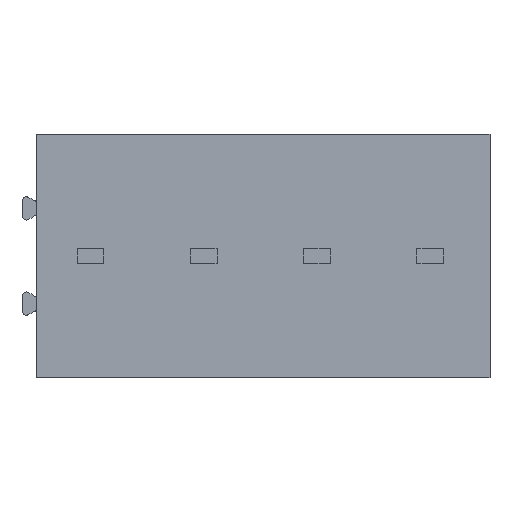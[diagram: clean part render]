
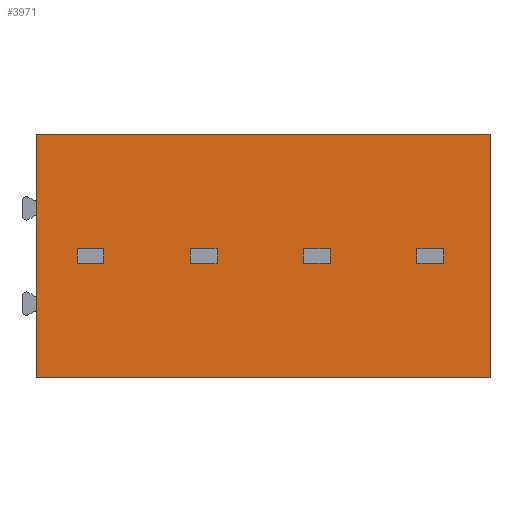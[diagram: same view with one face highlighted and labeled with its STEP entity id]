
A CAD part, front view. The second image highlights one B-rep face of the part: STEP entity #3971.
In plain terms, the highlighted planar face has unit normal (0, -1, 0).
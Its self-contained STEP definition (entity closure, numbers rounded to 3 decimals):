
#136=DIRECTION('',(0.,0.,-1.));
#137=VECTOR('',#136,8.2);
#138=CARTESIAN_POINT('',(7.62,-12.6,0.));
#139=LINE('',#138,#137);
#936=DIRECTION('',(0.,0.,-1.));
#937=VECTOR('',#936,8.2);
#938=CARTESIAN_POINT('',(-7.62,-12.6,0.));
#939=LINE('',#938,#937);
#1000=DIRECTION('',(-1.,0.,0.));
#1001=VECTOR('',#1000,15.24);
#1002=CARTESIAN_POINT('',(7.62,-12.6,0.));
#1003=LINE('',#1002,#1001);
#1004=DIRECTION('',(0.,0.,1.));
#1005=VECTOR('',#1004,0.5);
#1006=CARTESIAN_POINT('',(-5.37,-12.6,-4.35));
#1007=LINE('',#1006,#1005);
#1008=DIRECTION('',(-1.,0.,0.));
#1009=VECTOR('',#1008,0.9);
#1010=CARTESIAN_POINT('',(-5.37,-12.6,-3.85));
#1011=LINE('',#1010,#1009);
#1012=DIRECTION('',(0.,0.,-1.));
#1013=VECTOR('',#1012,0.5);
#1014=CARTESIAN_POINT('',(-6.27,-12.6,-3.85));
#1015=LINE('',#1014,#1013);
#1016=DIRECTION('',(1.,0.,0.));
#1017=VECTOR('',#1016,0.9);
#1018=CARTESIAN_POINT('',(-6.27,-12.6,-4.35));
#1019=LINE('',#1018,#1017);
#1020=DIRECTION('',(0.,0.,1.));
#1021=VECTOR('',#1020,0.5);
#1022=CARTESIAN_POINT('',(-1.56,-12.6,-4.35));
#1023=LINE('',#1022,#1021);
#1024=DIRECTION('',(-1.,0.,0.));
#1025=VECTOR('',#1024,0.9);
#1026=CARTESIAN_POINT('',(-1.56,-12.6,-3.85));
#1027=LINE('',#1026,#1025);
#1028=DIRECTION('',(0.,0.,-1.));
#1029=VECTOR('',#1028,0.5);
#1030=CARTESIAN_POINT('',(-2.46,-12.6,-3.85));
#1031=LINE('',#1030,#1029);
#1032=DIRECTION('',(1.,0.,0.));
#1033=VECTOR('',#1032,0.9);
#1034=CARTESIAN_POINT('',(-2.46,-12.6,-4.35));
#1035=LINE('',#1034,#1033);
#1036=DIRECTION('',(0.,0.,1.));
#1037=VECTOR('',#1036,0.5);
#1038=CARTESIAN_POINT('',(2.25,-12.6,-4.35));
#1039=LINE('',#1038,#1037);
#1040=DIRECTION('',(-1.,0.,0.));
#1041=VECTOR('',#1040,0.9);
#1042=CARTESIAN_POINT('',(2.25,-12.6,-3.85));
#1043=LINE('',#1042,#1041);
#1044=DIRECTION('',(0.,0.,-1.));
#1045=VECTOR('',#1044,0.5);
#1046=CARTESIAN_POINT('',(1.35,-12.6,-3.85));
#1047=LINE('',#1046,#1045);
#1048=DIRECTION('',(1.,0.,0.));
#1049=VECTOR('',#1048,0.9);
#1050=CARTESIAN_POINT('',(1.35,-12.6,-4.35));
#1051=LINE('',#1050,#1049);
#1052=DIRECTION('',(0.,0.,1.));
#1053=VECTOR('',#1052,0.5);
#1054=CARTESIAN_POINT('',(6.06,-12.6,-4.35));
#1055=LINE('',#1054,#1053);
#1056=DIRECTION('',(-1.,0.,0.));
#1057=VECTOR('',#1056,0.9);
#1058=CARTESIAN_POINT('',(6.06,-12.6,-3.85));
#1059=LINE('',#1058,#1057);
#1060=DIRECTION('',(0.,0.,-1.));
#1061=VECTOR('',#1060,0.5);
#1062=CARTESIAN_POINT('',(5.16,-12.6,-3.85));
#1063=LINE('',#1062,#1061);
#1064=DIRECTION('',(1.,0.,0.));
#1065=VECTOR('',#1064,0.9);
#1066=CARTESIAN_POINT('',(5.16,-12.6,-4.35));
#1067=LINE('',#1066,#1065);
#1068=DIRECTION('',(-1.,0.,0.));
#1069=VECTOR('',#1068,15.24);
#1070=CARTESIAN_POINT('',(7.62,-12.6,-8.2));
#1071=LINE('',#1070,#1069);
#2196=CARTESIAN_POINT('',(7.62,-12.6,-8.2));
#2198=VERTEX_POINT('',#2196);
#2204=CARTESIAN_POINT('',(7.62,-12.6,0.));
#2205=VERTEX_POINT('',#2204);
#2206=CARTESIAN_POINT('',(-7.62,-12.6,-8.2));
#2208=VERTEX_POINT('',#2206);
#2214=CARTESIAN_POINT('',(-7.62,-12.6,0.));
#2215=VERTEX_POINT('',#2214);
#2568=CARTESIAN_POINT('',(-5.37,-12.6,-4.35));
#2569=CARTESIAN_POINT('',(-5.37,-12.6,-3.85));
#2570=VERTEX_POINT('',#2568);
#2571=VERTEX_POINT('',#2569);
#2572=CARTESIAN_POINT('',(-6.27,-12.6,-3.85));
#2573=VERTEX_POINT('',#2572);
#2574=CARTESIAN_POINT('',(-6.27,-12.6,-4.35));
#2575=VERTEX_POINT('',#2574);
#2584=CARTESIAN_POINT('',(-1.56,-12.6,-4.35));
#2585=CARTESIAN_POINT('',(-1.56,-12.6,-3.85));
#2586=VERTEX_POINT('',#2584);
#2587=VERTEX_POINT('',#2585);
#2588=CARTESIAN_POINT('',(-2.46,-12.6,-3.85));
#2589=VERTEX_POINT('',#2588);
#2590=CARTESIAN_POINT('',(-2.46,-12.6,-4.35));
#2591=VERTEX_POINT('',#2590);
#2712=CARTESIAN_POINT('',(2.25,-12.6,-4.35));
#2713=CARTESIAN_POINT('',(2.25,-12.6,-3.85));
#2714=VERTEX_POINT('',#2712);
#2715=VERTEX_POINT('',#2713);
#2716=CARTESIAN_POINT('',(1.35,-12.6,-3.85));
#2717=VERTEX_POINT('',#2716);
#2718=CARTESIAN_POINT('',(1.35,-12.6,-4.35));
#2719=VERTEX_POINT('',#2718);
#2840=CARTESIAN_POINT('',(6.06,-12.6,-4.35));
#2841=CARTESIAN_POINT('',(6.06,-12.6,-3.85));
#2842=VERTEX_POINT('',#2840);
#2843=VERTEX_POINT('',#2841);
#2844=CARTESIAN_POINT('',(5.16,-12.6,-3.85));
#2845=VERTEX_POINT('',#2844);
#2846=CARTESIAN_POINT('',(5.16,-12.6,-4.35));
#2847=VERTEX_POINT('',#2846);
#3919=CARTESIAN_POINT('',(7.62,-12.6,0.));
#3920=DIRECTION('',(0.,-1.,0.));
#3921=DIRECTION('',(0.,0.,-1.));
#3922=AXIS2_PLACEMENT_3D('',#3919,#3920,#3921);
#3923=PLANE('',#3922);
#3924=ORIENTED_EDGE('',*,*,#2885,.T.);
#3926=ORIENTED_EDGE('',*,*,#3925,.T.);
#3927=ORIENTED_EDGE('',*,*,#3886,.F.);
#3928=ORIENTED_EDGE('',*,*,#2958,.F.);
#3929=EDGE_LOOP('',(#3924,#3926,#3927,#3928));
#3930=FACE_OUTER_BOUND('',#3929,.F.);
#3932=ORIENTED_EDGE('',*,*,#3931,.T.);
#3934=ORIENTED_EDGE('',*,*,#3933,.T.);
#3936=ORIENTED_EDGE('',*,*,#3935,.T.);
#3938=ORIENTED_EDGE('',*,*,#3937,.T.);
#3939=EDGE_LOOP('',(#3932,#3934,#3936,#3938));
#3940=FACE_BOUND('',#3939,.F.);
#3942=ORIENTED_EDGE('',*,*,#3941,.T.);
#3944=ORIENTED_EDGE('',*,*,#3943,.T.);
#3946=ORIENTED_EDGE('',*,*,#3945,.T.);
#3948=ORIENTED_EDGE('',*,*,#3947,.T.);
#3949=EDGE_LOOP('',(#3942,#3944,#3946,#3948));
#3950=FACE_BOUND('',#3949,.F.);
#3952=ORIENTED_EDGE('',*,*,#3951,.T.);
#3954=ORIENTED_EDGE('',*,*,#3953,.T.);
#3956=ORIENTED_EDGE('',*,*,#3955,.T.);
#3958=ORIENTED_EDGE('',*,*,#3957,.T.);
#3959=EDGE_LOOP('',(#3952,#3954,#3956,#3958));
#3960=FACE_BOUND('',#3959,.F.);
#3962=ORIENTED_EDGE('',*,*,#3961,.T.);
#3964=ORIENTED_EDGE('',*,*,#3963,.T.);
#3966=ORIENTED_EDGE('',*,*,#3965,.T.);
#3968=ORIENTED_EDGE('',*,*,#3967,.T.);
#3969=EDGE_LOOP('',(#3962,#3964,#3966,#3968));
#3970=FACE_BOUND('',#3969,.F.);
#3971=ADVANCED_FACE('',(#3930,#3940,#3950,#3960,#3970),#3923,.T.);
#2885=EDGE_CURVE('',#2205,#2198,#139,.T.);
#2958=EDGE_CURVE('',#2205,#2215,#1003,.T.);
#3886=EDGE_CURVE('',#2215,#2208,#939,.T.);
#3925=EDGE_CURVE('',#2198,#2208,#1071,.T.);
#3931=EDGE_CURVE('',#2570,#2571,#1007,.T.);
#3933=EDGE_CURVE('',#2571,#2573,#1011,.T.);
#3935=EDGE_CURVE('',#2573,#2575,#1015,.T.);
#3937=EDGE_CURVE('',#2575,#2570,#1019,.T.);
#3941=EDGE_CURVE('',#2586,#2587,#1023,.T.);
#3943=EDGE_CURVE('',#2587,#2589,#1027,.T.);
#3945=EDGE_CURVE('',#2589,#2591,#1031,.T.);
#3947=EDGE_CURVE('',#2591,#2586,#1035,.T.);
#3951=EDGE_CURVE('',#2714,#2715,#1039,.T.);
#3953=EDGE_CURVE('',#2715,#2717,#1043,.T.);
#3955=EDGE_CURVE('',#2717,#2719,#1047,.T.);
#3957=EDGE_CURVE('',#2719,#2714,#1051,.T.);
#3961=EDGE_CURVE('',#2842,#2843,#1055,.T.);
#3963=EDGE_CURVE('',#2843,#2845,#1059,.T.);
#3965=EDGE_CURVE('',#2845,#2847,#1063,.T.);
#3967=EDGE_CURVE('',#2847,#2842,#1067,.T.);
